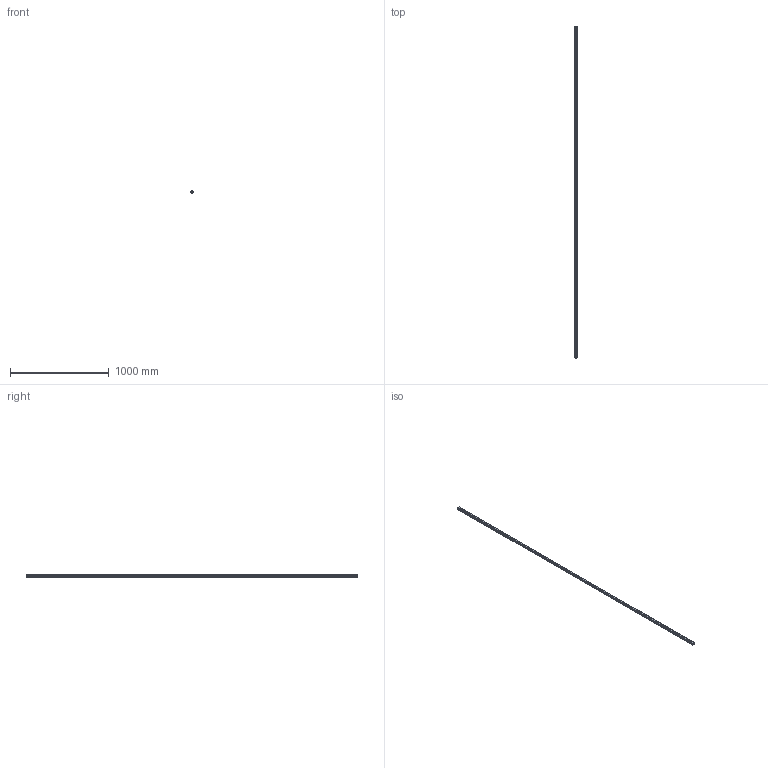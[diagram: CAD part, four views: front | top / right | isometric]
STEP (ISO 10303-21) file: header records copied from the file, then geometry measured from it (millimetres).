
FILE_DESCRIPTION(('STEP AP214'),'1');
FILE_NAME('cctmp_6A9634CD-54B2-4398-91BF-ACDAB058826F_2020_5_28_15_3_17_939..stp','2020-05-28T13:03:18',('HIWIN GmbH'),('CADClick - www.CADClick.com'),'Spatial InterOp 3D',' ','unknown authorization');
FILE_SCHEMA(('AUTOMOTIVE_DESIGN'));
Length unit declared in the file: millimetre
Products named in the file (1): HGR25R3360H_FILE
Bounding box: 23 x 3360 x 22 mm (x, y, z)
Volume: 1396872.7 mm3; surface area: 345036.5 mm2
Topology: 1 solids, 1 shells, 783 faces, 1995 edges, 1330 vertices
Faces by surface type: plane 425, cylinder 358
Entity records: 30581 total; most frequent: DIRECTION 4727, CARTESIAN_POINT 4109, ORIENTED_EDGE 3990, EDGE_CURVE 1995, AXIS2_PLACEMENT_3D 1948, VERTEX_POINT 1330, CIRCLE 940, EDGE_LOOP 899
